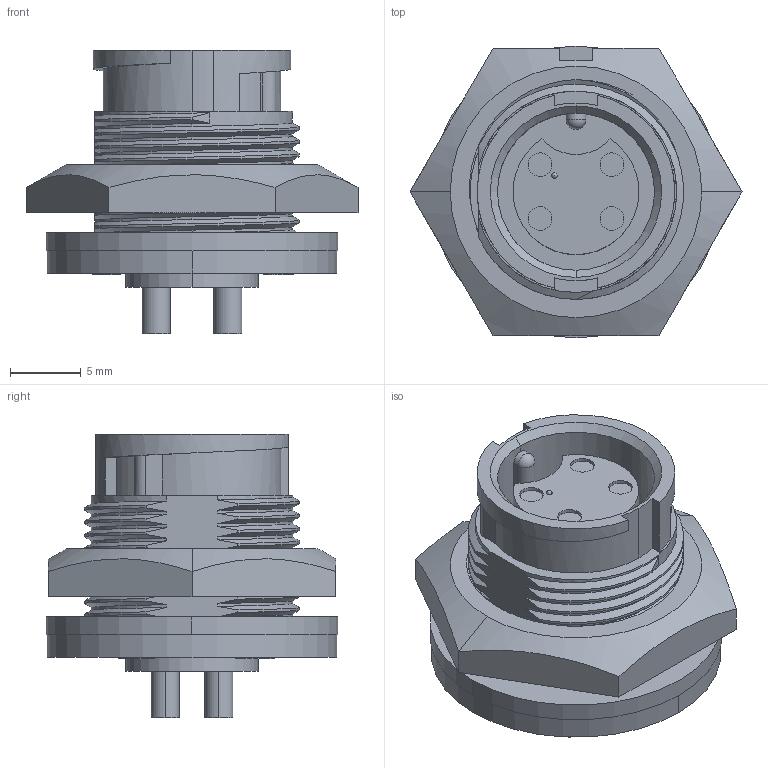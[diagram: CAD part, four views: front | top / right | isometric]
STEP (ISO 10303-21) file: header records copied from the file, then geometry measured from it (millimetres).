
FILE_DESCRIPTION (( 'STEP AP203' ), '1' );
FILE_NAME ('7280-4SG-300.STEP', '2012-10-02T16:30:27', ( '21FPBF1' ), ( 'Conxall' ), 'SwSTEP 2.0', 'SolidWorks 2011', '' );
FILE_SCHEMA (( 'CONFIG_CONTROL_DESIGN' ));
Length unit declared in the file: inch
Products named in the file (1): 7280-4SG-300
Bounding box: 23.46 x 20.62 x 20.04 mm (x, y, z)
Volume: 3188.2 mm3; surface area: 3037.9 mm2
Topology: 2 solids, 2 shells, 229 faces, 615 edges, 408 vertices
Faces by surface type: cylinder 85, plane 85, bspline 53, cone 4, sphere 2
Entity records: 14568 total; most frequent: CARTESIAN_POINT 9402, ORIENTED_EDGE 1222, DIRECTION 828, EDGE_CURVE 611, VERTEX_POINT 406, VECTOR 302, LINE 302, AXIS2_PLACEMENT_3D 263
